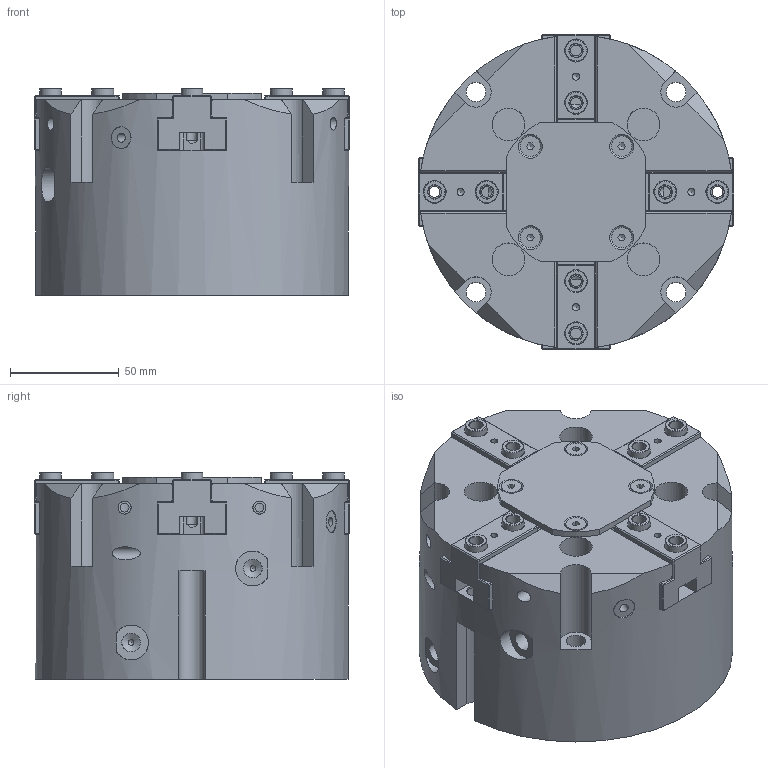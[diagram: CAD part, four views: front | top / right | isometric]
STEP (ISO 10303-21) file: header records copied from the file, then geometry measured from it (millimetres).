
FILE_DESCRIPTION(/* description */ (''),/* implementation_level */ '2;1');
FILE_NAME(/* name */ 'PFP 145 C1.stp',/* time_stamp */ '2021-06-12T07:21:49+02:00',/* author */ ('Francesca'),/* organization */ (''),/* preprocessor_version */ 'ST-DEVELOPER v17',/* originating_system */ 'Autodesk Inventor 2019',/* authorisation */ '');
FILE_SCHEMA (('AUTOMOTIVE_DESIGN { 1 0 10303 214 3 1 1 }'));
Length unit declared in the file: millimetre
Products named in the file (7): PFP-145-CLIENTE; PFP-145-CORPO-CLIENTE; MA4-145-COPERCHIO; MA4-145-FONDELLO; PZP-125 GRIFFA C1 (OPP-125_PGP-125)-cliente; BOCCOLA 10H7L7; ISO 10642  - M5  x  10
Assembly tree (19 placements, depth 2):
  PFP-145-CLIENTE
    PFP-145-CORPO-CLIENTE
    MA4-145-COPERCHIO
    MA4-145-FONDELLO
    PZP-125 GRIFFA C1 (OPP-125_PGP-125)-cliente  x4
    BOCCOLA 10H7L7  x8
    ISO 10642  - M5  x  10  x4
Bounding box: 145 x 145 x 95.1 mm (x, y, z)
Volume: 1289446.9 mm3; surface area: 192570.9 mm2
Topology: 19 solids, 19 shells, 680 faces, 1885 edges, 1261 vertices
Faces by surface type: plane 412, cylinder 181, cone 87
Full cylindrical faces by diameter (mm): 2.5 x2, 3.242 x4, 4.134 x14, 4.2 x2, 4.917 x8, 5 x4, 5.5 x4, 6 x6, 6.2 x8, 8 x2, 8.5 x2, 8.566 x2, 9 x4, 9.1 x2, 9.43 x4, 10 x17, 15.1 x4, 75 x1, 108 x4, 112 x2, 144 x1
Entity records: 13170 total; most frequent: CARTESIAN_POINT 3088, DIRECTION 2104, ORIENTED_EDGE 2038, EDGE_CURVE 1019, AXIS2_PLACEMENT_3D 780, VERTEX_POINT 699, LINE 544, VECTOR 544
